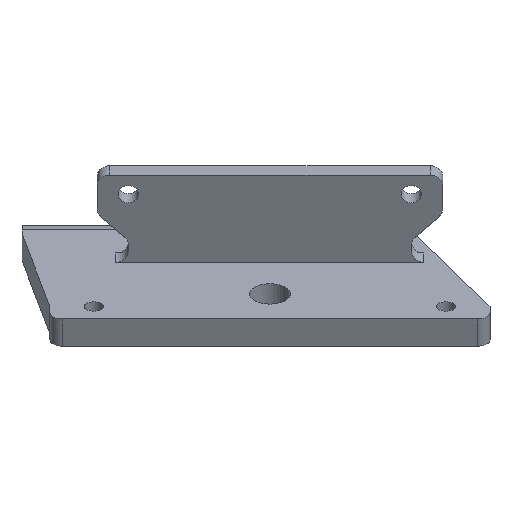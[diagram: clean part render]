
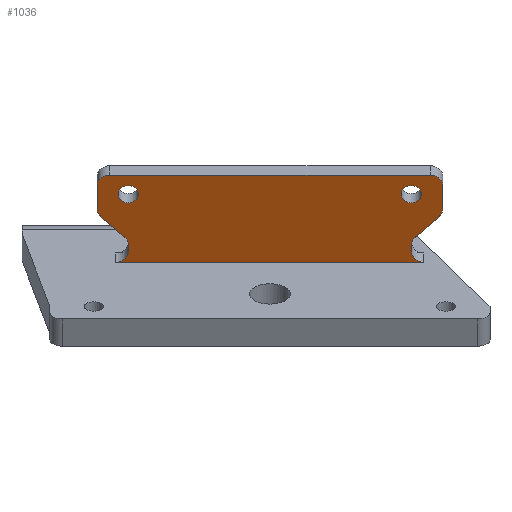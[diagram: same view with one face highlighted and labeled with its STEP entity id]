
A CAD part, top view. The second image highlights one B-rep face of the part: STEP entity #1036.
In plain terms, the highlighted planar face has unit normal (0, -0.5, 0.866).
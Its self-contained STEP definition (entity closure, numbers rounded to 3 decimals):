
#21=FACE_BOUND('',#139,.T.);
#22=FACE_BOUND('',#140,.T.);
#38=PLANE('',#1131);
#80=FACE_OUTER_BOUND('',#138,.T.);
#138=EDGE_LOOP('',(#775,#776,#777,#778,#779,#780,#781,#782,#783,#784,#785,
#786,#787,#788,#789,#790));
#139=EDGE_LOOP('',(#791));
#140=EDGE_LOOP('',(#792));
#206=LINE('',#1543,#317);
#218=LINE('',#1578,#329);
#220=LINE('',#1587,#331);
#228=LINE('',#1614,#339);
#229=LINE('',#1617,#340);
#230=LINE('',#1621,#341);
#231=LINE('',#1625,#342);
#232=LINE('',#1628,#343);
#317=VECTOR('',#1229,10.);
#329=VECTOR('',#1263,10.);
#331=VECTOR('',#1273,10.);
#339=VECTOR('',#1301,10.);
#340=VECTOR('',#1304,10.);
#341=VECTOR('',#1307,10.);
#342=VECTOR('',#1310,10.);
#343=VECTOR('',#1313,10.);
#421=CIRCLE('',#1115,2.);
#422=CIRCLE('',#1118,2.);
#425=CIRCLE('',#1123,2.);
#426=CIRCLE('',#1125,2.);
#429=CIRCLE('',#1129,2.);
#430=CIRCLE('',#1132,2.);
#431=CIRCLE('',#1133,2.);
#432=CIRCLE('',#1134,2.);
#433=CIRCLE('',#1135,1.6);
#434=CIRCLE('',#1136,1.6);
#471=VERTEX_POINT('',#1540);
#472=VERTEX_POINT('',#1542);
#482=VERTEX_POINT('',#1570);
#484=VERTEX_POINT('',#1576);
#485=VERTEX_POINT('',#1580);
#487=VERTEX_POINT('',#1586);
#490=VERTEX_POINT('',#1594);
#491=VERTEX_POINT('',#1598);
#495=VERTEX_POINT('',#1607);
#496=VERTEX_POINT('',#1609);
#497=VERTEX_POINT('',#1616);
#498=VERTEX_POINT('',#1618);
#499=VERTEX_POINT('',#1620);
#500=VERTEX_POINT('',#1622);
#501=VERTEX_POINT('',#1624);
#502=VERTEX_POINT('',#1626);
#503=VERTEX_POINT('',#1629);
#504=VERTEX_POINT('',#1631);
#573=EDGE_CURVE('',#471,#472,#206,.T.);
#588=EDGE_CURVE('',#482,#471,#421,.T.);
#591=EDGE_CURVE('',#482,#484,#218,.T.);
#592=EDGE_CURVE('',#472,#485,#422,.T.);
#595=EDGE_CURVE('',#485,#487,#220,.T.);
#599=EDGE_CURVE('',#487,#490,#425,.T.);
#601=EDGE_CURVE('',#491,#484,#426,.T.);
#606=EDGE_CURVE('',#495,#496,#429,.T.);
#609=EDGE_CURVE('',#491,#496,#228,.T.);
#610=EDGE_CURVE('',#495,#497,#229,.T.);
#611=EDGE_CURVE('',#498,#497,#430,.T.);
#612=EDGE_CURVE('',#499,#498,#230,.T.);
#613=EDGE_CURVE('',#500,#499,#431,.T.);
#614=EDGE_CURVE('',#501,#500,#231,.T.);
#615=EDGE_CURVE('',#502,#501,#432,.T.);
#616=EDGE_CURVE('',#502,#490,#232,.T.);
#617=EDGE_CURVE('',#503,#503,#433,.T.);
#618=EDGE_CURVE('',#504,#504,#434,.T.);
#775=ORIENTED_EDGE('',*,*,#606,.F.);
#776=ORIENTED_EDGE('',*,*,#610,.T.);
#777=ORIENTED_EDGE('',*,*,#611,.F.);
#778=ORIENTED_EDGE('',*,*,#612,.F.);
#779=ORIENTED_EDGE('',*,*,#613,.F.);
#780=ORIENTED_EDGE('',*,*,#614,.F.);
#781=ORIENTED_EDGE('',*,*,#615,.F.);
#782=ORIENTED_EDGE('',*,*,#616,.T.);
#783=ORIENTED_EDGE('',*,*,#599,.F.);
#784=ORIENTED_EDGE('',*,*,#595,.F.);
#785=ORIENTED_EDGE('',*,*,#592,.F.);
#786=ORIENTED_EDGE('',*,*,#573,.F.);
#787=ORIENTED_EDGE('',*,*,#588,.F.);
#788=ORIENTED_EDGE('',*,*,#591,.T.);
#789=ORIENTED_EDGE('',*,*,#601,.F.);
#790=ORIENTED_EDGE('',*,*,#609,.T.);
#791=ORIENTED_EDGE('',*,*,#617,.T.);
#792=ORIENTED_EDGE('',*,*,#618,.T.);
#1036=ADVANCED_FACE('',(#80,#21,#22),#38,.T.);
#1115=AXIS2_PLACEMENT_3D('',#1572,#1257,#1258);
#1118=AXIS2_PLACEMENT_3D('',#1581,#1266,#1267);
#1123=AXIS2_PLACEMENT_3D('',#1595,#1280,#1281);
#1125=AXIS2_PLACEMENT_3D('',#1599,#1285,#1286);
#1129=AXIS2_PLACEMENT_3D('',#1610,#1295,#1296);
#1131=AXIS2_PLACEMENT_3D('',#1615,#1302,#1303);
#1132=AXIS2_PLACEMENT_3D('',#1619,#1305,#1306);
#1133=AXIS2_PLACEMENT_3D('',#1623,#1308,#1309);
#1134=AXIS2_PLACEMENT_3D('',#1627,#1311,#1312);
#1135=AXIS2_PLACEMENT_3D('',#1630,#1314,#1315);
#1136=AXIS2_PLACEMENT_3D('',#1632,#1316,#1317);
#1229=DIRECTION('',(-1.,0.,0.));
#1257=DIRECTION('center_axis',(0.,-0.5,
0.866));
#1258=DIRECTION('ref_axis',(-0.707,-0.612,-0.354));
#1263=DIRECTION('',(0.,0.866,0.5));
#1266=DIRECTION('center_axis',(0.,-0.5,
0.866));
#1267=DIRECTION('ref_axis',(0.707,-0.612,-0.354));
#1273=DIRECTION('',(0.,0.866,0.5));
#1280=DIRECTION('center_axis',(0.,-0.5,
0.866));
#1281=DIRECTION('ref_axis',(0.924,0.331,0.191));
#1285=DIRECTION('center_axis',(0.,-0.5,
0.866));
#1286=DIRECTION('ref_axis',(-0.924,0.331,0.191));
#1295=DIRECTION('center_axis',(0.,0.5,-0.866));
#1296=DIRECTION('ref_axis',(0.924,-0.331,-0.191));
#1301=DIRECTION('',(0.707,0.612,0.354));
#1302=DIRECTION('center_axis',(0.,-0.5,
0.866));
#1303=DIRECTION('ref_axis',(1.,0.,0.));
#1304=DIRECTION('',(0.,0.866,0.5));
#1305=DIRECTION('center_axis',(0.,0.5,-0.866));
#1306=DIRECTION('ref_axis',(0.707,0.612,0.354));
#1307=DIRECTION('',(1.,0.,0.));
#1308=DIRECTION('center_axis',(0.,0.5,-0.866));
#1309=DIRECTION('ref_axis',(-0.707,0.612,0.354));
#1310=DIRECTION('',(0.,0.866,0.5));
#1311=DIRECTION('center_axis',(0.,0.5,-0.866));
#1312=DIRECTION('ref_axis',(-0.924,-0.331,-0.191));
#1313=DIRECTION('',(0.707,-0.612,-0.354));
#1314=DIRECTION('center_axis',(0.,0.5,-0.866));
#1315=DIRECTION('ref_axis',(-1.,0.,0.));
#1316=DIRECTION('center_axis',(0.,0.5,-0.866));
#1317=DIRECTION('ref_axis',(-1.,0.,0.));
#1540=CARTESIAN_POINT('',(23.928,-0.849,81.926));
#1542=CARTESIAN_POINT('',(-25.072,-0.849,81.926));
#1543=CARTESIAN_POINT('',(-15.929,-0.849,81.926));
#1570=CARTESIAN_POINT('',(21.928,0.883,82.926));
#1572=CARTESIAN_POINT('Origin',(23.928,0.883,82.926));
#1576=CARTESIAN_POINT('',(21.928,1.898,83.512));
#1578=CARTESIAN_POINT('',(21.928,-0.849,81.926));
#1580=CARTESIAN_POINT('',(-23.072,0.883,82.926));
#1581=CARTESIAN_POINT('Origin',(-25.072,0.883,82.926));
#1586=CARTESIAN_POINT('',(-23.072,1.898,83.512));
#1587=CARTESIAN_POINT('',(-23.072,-0.849,81.926));
#1594=CARTESIAN_POINT('',(-23.658,3.122,84.219));
#1595=CARTESIAN_POINT('Origin',(-25.072,1.898,83.512));
#1598=CARTESIAN_POINT('',(22.513,3.122,84.219));
#1599=CARTESIAN_POINT('Origin',(23.928,1.898,83.512));
#1607=CARTESIAN_POINT('',(26.928,7.663,86.84));
#1609=CARTESIAN_POINT('',(26.342,6.438,86.133));
#1610=CARTESIAN_POINT('Origin',(24.928,7.663,86.84));
#1614=CARTESIAN_POINT('',(9.678,-7.994,77.801));
#1615=CARTESIAN_POINT('Origin',(-23.072,-0.849,81.926));
#1616=CARTESIAN_POINT('',(26.928,11.275,88.926));
#1617=CARTESIAN_POINT('',(26.928,2.615,83.926));
#1618=CARTESIAN_POINT('',(24.928,13.007,89.926));
#1619=CARTESIAN_POINT('Origin',(24.928,11.275,88.926));
#1620=CARTESIAN_POINT('',(-26.072,13.007,89.926));
#1621=CARTESIAN_POINT('',(-28.072,13.007,89.926));
#1622=CARTESIAN_POINT('',(-28.072,11.275,88.926));
#1623=CARTESIAN_POINT('Origin',(-26.072,11.275,88.926));
#1624=CARTESIAN_POINT('',(-28.072,7.663,86.84));
#1625=CARTESIAN_POINT('',(-28.072,2.615,83.926));
#1626=CARTESIAN_POINT('',(-27.487,6.438,86.133));
#1627=CARTESIAN_POINT('Origin',(-26.072,7.663,86.84));
#1628=CARTESIAN_POINT('',(-24.572,3.914,84.676));
#1629=CARTESIAN_POINT('',(23.528,9.976,88.176));
#1630=CARTESIAN_POINT('Origin',(21.928,9.976,88.176));
#1631=CARTESIAN_POINT('',(-21.472,9.976,88.176));
#1632=CARTESIAN_POINT('Origin',(-23.072,9.976,88.176));
